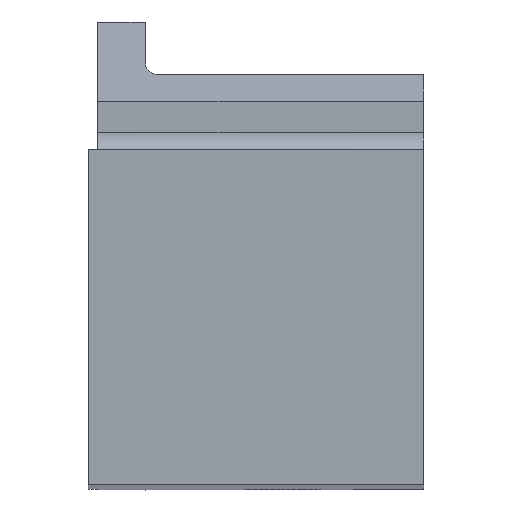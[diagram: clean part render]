
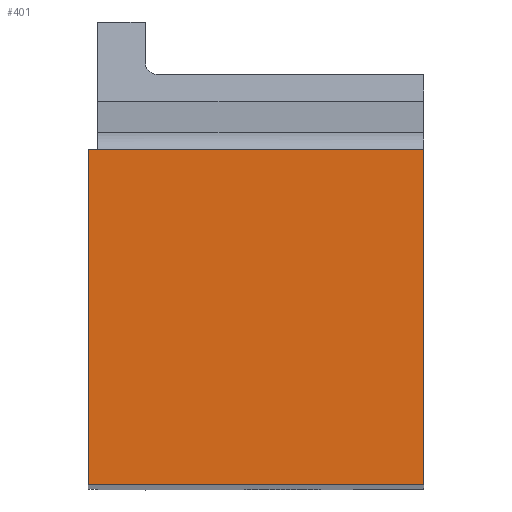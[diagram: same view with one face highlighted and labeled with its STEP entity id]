
A CAD part, top view. The second image highlights one B-rep face of the part: STEP entity #401.
In plain terms, the highlighted planar face has unit normal (0, 0, 1).
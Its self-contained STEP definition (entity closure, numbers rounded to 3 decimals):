
#401=ADVANCED_FACE('',(#528),#493,.T.);
#493=PLANE('',#2051);
#528=FACE_OUTER_BOUND('',#617,.T.);
#617=EDGE_LOOP('',(#715,#716,#717,#718));
#715=ORIENTED_EDGE('',*,*,#1416,.F.);
#716=ORIENTED_EDGE('',*,*,#1417,.T.);
#717=ORIENTED_EDGE('',*,*,#1418,.F.);
#718=ORIENTED_EDGE('',*,*,#1419,.F.);
#1237=VERTEX_POINT('',#2784);
#1240=VERTEX_POINT('',#2789);
#1241=VERTEX_POINT('',#2793);
#1242=VERTEX_POINT('',#2795);
#1416=EDGE_CURVE('',#1240,#1237,#1679,.T.);
#1417=EDGE_CURVE('',#1240,#1241,#1680,.T.);
#1418=EDGE_CURVE('',#1242,#1241,#1681,.T.);
#1419=EDGE_CURVE('',#1237,#1242,#1682,.T.);
#1679=LINE('',#2790,#1815);
#1680=LINE('',#2792,#1816);
#1681=LINE('',#2794,#1817);
#1682=LINE('',#2796,#1818);
#1815=VECTOR('',#2262,1.);
#1816=VECTOR('',#2265,1.);
#1817=VECTOR('',#2266,1.);
#1818=VECTOR('',#2267,1.);
#2051=AXIS2_PLACEMENT_3D('',#2797,#2268,#2269);
#2262=DIRECTION('',(0.,1.,0.));
#2265=DIRECTION('',(1.,0.,0.));
#2266=DIRECTION('',(0.,-1.,0.));
#2267=DIRECTION('',(1.,0.,0.));
#2268=DIRECTION('',(0.,0.,1.));
#2269=DIRECTION('',(1.,0.,0.));
#2784=CARTESIAN_POINT('',(-12.7,12.7,0.));
#2789=CARTESIAN_POINT('',(-12.7,0.,0.));
#2790=CARTESIAN_POINT('',(-12.7,0.,0.));
#2792=CARTESIAN_POINT('',(-12.7,0.,0.));
#2793=CARTESIAN_POINT('',(0.,0.,0.));
#2794=CARTESIAN_POINT('',(0.,12.7,0.));
#2795=CARTESIAN_POINT('',(0.,12.7,0.));
#2796=CARTESIAN_POINT('',(-12.7,12.7,0.));
#2797=CARTESIAN_POINT('',(-6.35,6.35,0.));
